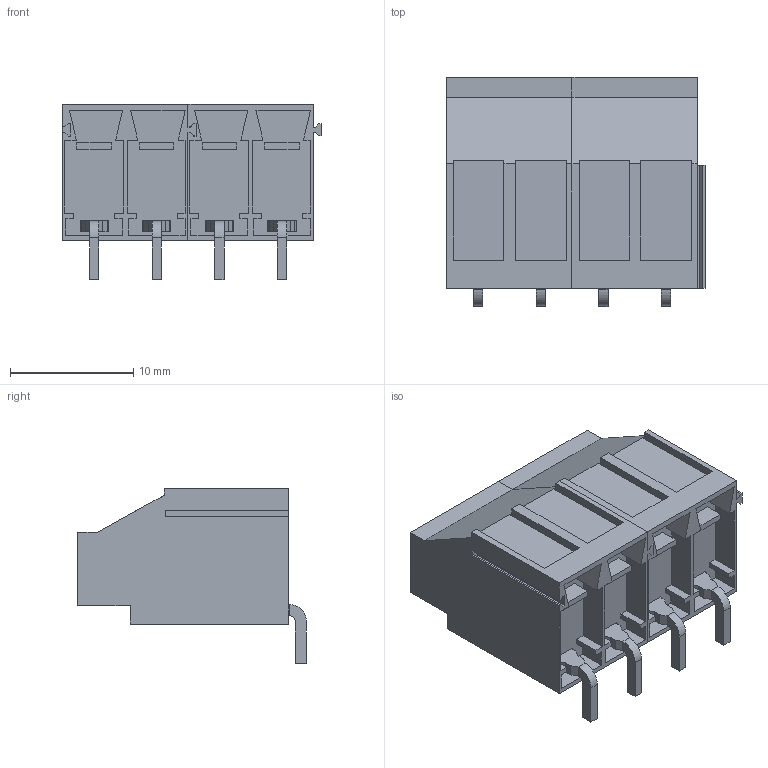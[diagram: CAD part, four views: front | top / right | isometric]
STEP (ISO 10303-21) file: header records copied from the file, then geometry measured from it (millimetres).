
FILE_DESCRIPTION(('CATIA V5 STEP','CAx-IF Rec.Pracs.--- Model Styling and Organization---1.2---2011-12-15'),'2;1');
FILE_NAME ('D1462033_0_2429810000_2429810000.stp','2016-10-03T06:42:45+00:00',('none'),('Weidmueller'),'CATIA Version 5-6 Release 2014','CATIA V5 STEP AP214','none');
FILE_SCHEMA(('AUTOMOTIVE_DESIGN { 1 0 10303 214 1 1 1 1 }'));
Length unit declared in the file: millimetre
Products named in the file (1): 2429810000_S
Bounding box: 20.97 x 18.57 x 14.2 mm (x, y, z)
Volume: 2656.8 mm3; surface area: 2963 mm2
Topology: 10 solids, 10 shells, 318 faces, 842 edges, 556 vertices
Faces by surface type: plane 286, cylinder 32
Entity records: 9194 total; most frequent: ORIENTED_EDGE 1684, CARTESIAN_POINT 1628, DIRECTION 1300, EDGE_CURVE 842, VECTOR 762, LINE 762, VERTEX_POINT 556, EDGE_LOOP 330
